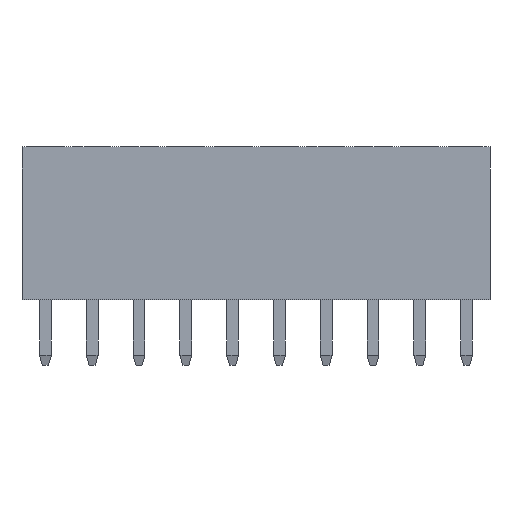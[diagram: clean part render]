
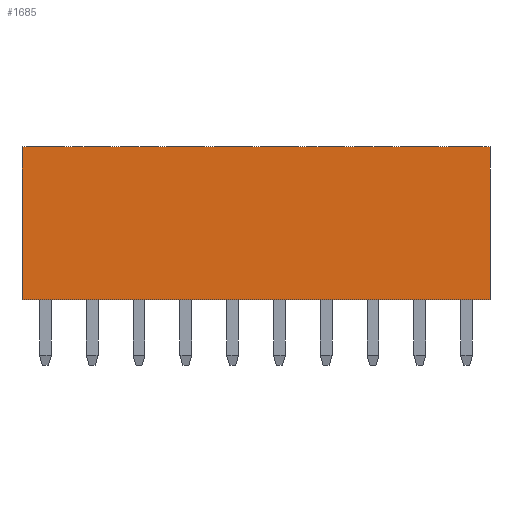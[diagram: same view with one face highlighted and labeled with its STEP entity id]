
A CAD part, front view. The second image highlights one B-rep face of the part: STEP entity #1685.
In plain terms, the highlighted planar face has unit normal (0, -1, 0).
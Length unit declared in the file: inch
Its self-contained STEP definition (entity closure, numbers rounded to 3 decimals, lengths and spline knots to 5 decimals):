
#50 = PLANE('',#51);
#51 = AXIS2_PLACEMENT_3D('',#52,#53,#54);
#52 = CARTESIAN_POINT('',(-0.05,0.05,0.32677));
#53 = DIRECTION('',(0.,0.,1.));
#54 = DIRECTION('',(1.,0.,0.));
#189 = VERTEX_POINT('',#190);
#190 = CARTESIAN_POINT('',(-0.05,-0.05,0.32677));
#204 = PLANE('',#205);
#205 = AXIS2_PLACEMENT_3D('',#206,#207,#208);
#206 = CARTESIAN_POINT('',(-0.05,-0.05,0.));
#207 = DIRECTION('',(-1.,0.,0.));
#208 = DIRECTION('',(0.,1.,0.));
#216 = EDGE_CURVE('',#217,#189,#219,.T.);
#217 = VERTEX_POINT('',#218);
#218 = CARTESIAN_POINT('',(0.95,-0.05,0.32677));
#219 = SURFACE_CURVE('',#220,(#224,#231),.PCURVE_S1.);
#220 = LINE('',#221,#222);
#221 = CARTESIAN_POINT('',(0.95,-0.05,0.32677));
#222 = VECTOR('',#223,0.03937);
#223 = DIRECTION('',(-1.,0.,0.));
#224 = PCURVE('',#50,#225);
#225 = DEFINITIONAL_REPRESENTATION('',(#226),#230);
#226 = LINE('',#227,#228);
#227 = CARTESIAN_POINT('',(1.,-0.1));
#228 = VECTOR('',#229,1.);
#229 = DIRECTION('',(-1.,0.));
#230 = ( GEOMETRIC_REPRESENTATION_CONTEXT(2) 
PARAMETRIC_REPRESENTATION_CONTEXT() REPRESENTATION_CONTEXT('2D SPACE',''
  ) );
#231 = PCURVE('',#232,#237);
#232 = PLANE('',#233);
#233 = AXIS2_PLACEMENT_3D('',#234,#235,#236);
#234 = CARTESIAN_POINT('',(0.95,-0.05,0.));
#235 = DIRECTION('',(0.,-1.,0.));
#236 = DIRECTION('',(-1.,0.,0.));
#237 = DEFINITIONAL_REPRESENTATION('',(#238),#242);
#238 = LINE('',#239,#240);
#239 = CARTESIAN_POINT('',(0.,-0.327));
#240 = VECTOR('',#241,1.);
#241 = DIRECTION('',(1.,0.));
#242 = ( GEOMETRIC_REPRESENTATION_CONTEXT(2) 
PARAMETRIC_REPRESENTATION_CONTEXT() REPRESENTATION_CONTEXT('2D SPACE',''
  ) );
#258 = PLANE('',#259);
#259 = AXIS2_PLACEMENT_3D('',#260,#261,#262);
#260 = CARTESIAN_POINT('',(0.95,0.05,0.));
#261 = DIRECTION('',(1.,0.,0.));
#262 = DIRECTION('',(0.,-1.,0.));
#1576 = PLANE('',#1577);
#1577 = AXIS2_PLACEMENT_3D('',#1578,#1579,#1580);
#1578 = CARTESIAN_POINT('',(-0.05,0.05,0.));
#1579 = DIRECTION('',(0.,0.,1.));
#1580 = DIRECTION('',(1.,0.,0.));
#1591 = EDGE_CURVE('',#1592,#189,#1594,.T.);
#1592 = VERTEX_POINT('',#1593);
#1593 = CARTESIAN_POINT('',(-0.05,-0.05,0.));
#1594 = SURFACE_CURVE('',#1595,(#1599,#1606),.PCURVE_S1.);
#1595 = LINE('',#1596,#1597);
#1596 = CARTESIAN_POINT('',(-0.05,-0.05,0.));
#1597 = VECTOR('',#1598,0.03937);
#1598 = DIRECTION('',(0.,0.,1.));
#1599 = PCURVE('',#204,#1600);
#1600 = DEFINITIONAL_REPRESENTATION('',(#1601),#1605);
#1601 = LINE('',#1602,#1603);
#1602 = CARTESIAN_POINT('',(0.,0.));
#1603 = VECTOR('',#1604,1.);
#1604 = DIRECTION('',(0.,-1.));
#1605 = ( GEOMETRIC_REPRESENTATION_CONTEXT(2) 
PARAMETRIC_REPRESENTATION_CONTEXT() REPRESENTATION_CONTEXT('2D SPACE',''
  ) );
#1606 = PCURVE('',#232,#1607);
#1607 = DEFINITIONAL_REPRESENTATION('',(#1608),#1612);
#1608 = LINE('',#1609,#1610);
#1609 = CARTESIAN_POINT('',(1.,0.));
#1610 = VECTOR('',#1611,1.);
#1611 = DIRECTION('',(0.,-1.));
#1612 = ( GEOMETRIC_REPRESENTATION_CONTEXT(2) 
PARAMETRIC_REPRESENTATION_CONTEXT() REPRESENTATION_CONTEXT('2D SPACE',''
  ) );
#1642 = EDGE_CURVE('',#1643,#217,#1645,.T.);
#1643 = VERTEX_POINT('',#1644);
#1644 = CARTESIAN_POINT('',(0.95,-0.05,0.));
#1645 = SURFACE_CURVE('',#1646,(#1650,#1657),.PCURVE_S1.);
#1646 = LINE('',#1647,#1648);
#1647 = CARTESIAN_POINT('',(0.95,-0.05,0.));
#1648 = VECTOR('',#1649,0.03937);
#1649 = DIRECTION('',(0.,0.,1.));
#1650 = PCURVE('',#258,#1651);
#1651 = DEFINITIONAL_REPRESENTATION('',(#1652),#1656);
#1652 = LINE('',#1653,#1654);
#1653 = CARTESIAN_POINT('',(0.1,0.));
#1654 = VECTOR('',#1655,1.);
#1655 = DIRECTION('',(0.,-1.));
#1656 = ( GEOMETRIC_REPRESENTATION_CONTEXT(2) 
PARAMETRIC_REPRESENTATION_CONTEXT() REPRESENTATION_CONTEXT('2D SPACE',''
  ) );
#1657 = PCURVE('',#232,#1658);
#1658 = DEFINITIONAL_REPRESENTATION('',(#1659),#1663);
#1659 = LINE('',#1660,#1661);
#1660 = CARTESIAN_POINT('',(0.,-0.));
#1661 = VECTOR('',#1662,1.);
#1662 = DIRECTION('',(0.,-1.));
#1663 = ( GEOMETRIC_REPRESENTATION_CONTEXT(2) 
PARAMETRIC_REPRESENTATION_CONTEXT() REPRESENTATION_CONTEXT('2D SPACE',''
  ) );
#1685 = ADVANCED_FACE('',(#1686),#232,.T.);
#1686 = FACE_BOUND('',#1687,.T.);
#1687 = EDGE_LOOP('',(#1688,#1689,#1690,#1691));
#1688 = ORIENTED_EDGE('',*,*,#1642,.T.);
#1689 = ORIENTED_EDGE('',*,*,#216,.T.);
#1690 = ORIENTED_EDGE('',*,*,#1591,.F.);
#1691 = ORIENTED_EDGE('',*,*,#1692,.F.);
#1692 = EDGE_CURVE('',#1643,#1592,#1693,.T.);
#1693 = SURFACE_CURVE('',#1694,(#1698,#1705),.PCURVE_S1.);
#1694 = LINE('',#1695,#1696);
#1695 = CARTESIAN_POINT('',(0.95,-0.05,0.));
#1696 = VECTOR('',#1697,0.03937);
#1697 = DIRECTION('',(-1.,0.,0.));
#1698 = PCURVE('',#232,#1699);
#1699 = DEFINITIONAL_REPRESENTATION('',(#1700),#1704);
#1700 = LINE('',#1701,#1702);
#1701 = CARTESIAN_POINT('',(0.,-0.));
#1702 = VECTOR('',#1703,1.);
#1703 = DIRECTION('',(1.,0.));
#1704 = ( GEOMETRIC_REPRESENTATION_CONTEXT(2) 
PARAMETRIC_REPRESENTATION_CONTEXT() REPRESENTATION_CONTEXT('2D SPACE',''
  ) );
#1705 = PCURVE('',#1576,#1706);
#1706 = DEFINITIONAL_REPRESENTATION('',(#1707),#1711);
#1707 = LINE('',#1708,#1709);
#1708 = CARTESIAN_POINT('',(1.,-0.1));
#1709 = VECTOR('',#1710,1.);
#1710 = DIRECTION('',(-1.,0.));
#1711 = ( GEOMETRIC_REPRESENTATION_CONTEXT(2) 
PARAMETRIC_REPRESENTATION_CONTEXT() REPRESENTATION_CONTEXT('2D SPACE',''
  ) );
